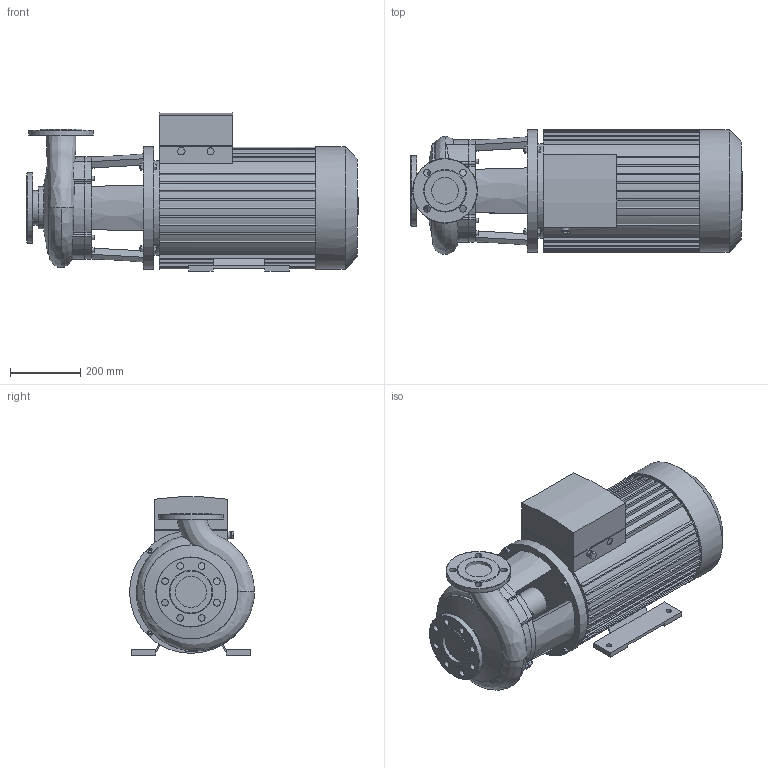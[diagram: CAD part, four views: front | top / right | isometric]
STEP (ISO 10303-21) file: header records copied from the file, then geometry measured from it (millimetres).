
FILE_DESCRIPTION(/* description */ (''),/* implementation_level */ '2;1');
FILE_NAME(/* name */ '3d_BL65_210-22_2-2121173.stp',/* time_stamp */ '2017-11-06T15:09:32+01:00',/* author */ ('Andrzej'),/* organization */ (''),/* preprocessor_version */ 'ST-DEVELOPER v16.13',/* originating_system */ 'AutoCAD Mechanical',/* authorisation */ '');
FILE_SCHEMA (('AUTOMOTIVE_DESIGN { 1 0 10303 214 3 1 1 }'));
Length unit declared in the file: millimetre
Products named in the file (1): Product
Bounding box: 947 x 356 x 451.17 mm (x, y, z)
Volume: 73252440.7 mm3; surface area: 2383809 mm2
Topology: 10 solids, 10 shells, 528 faces, 1366 edges, 890 vertices
Faces by surface type: plane 312, cylinder 166, bspline 30, cone 16, torus 4
Full cylindrical faces by diameter (mm): 10 x4, 13 x8, 15 x4, 16 x1, 19 x12, 20 x4, 76.1 x1, 80 x1, 88.9 x1, 99.9 x1, 119.9 x1, 185 x1, 200 x1, 269 x1, 349 x1, 350 x1
Entity records: 19851 total; most frequent: CARTESIAN_POINT 6951, DIRECTION 2638, ORIENTED_EDGE 2608, EDGE_CURVE 1304, AXIS2_PLACEMENT_3D 923, VERTEX_POINT 883, LINE 792, VECTOR 792
